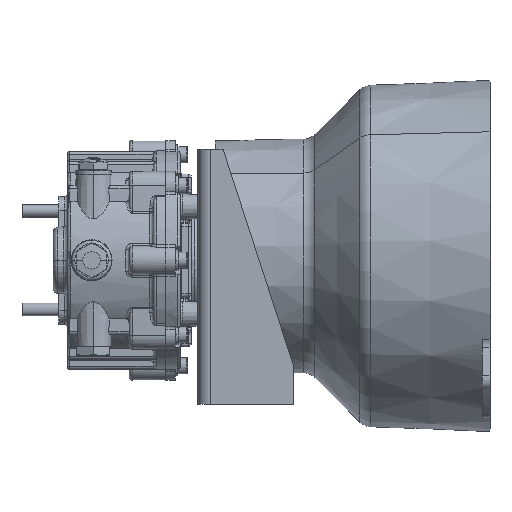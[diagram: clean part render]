
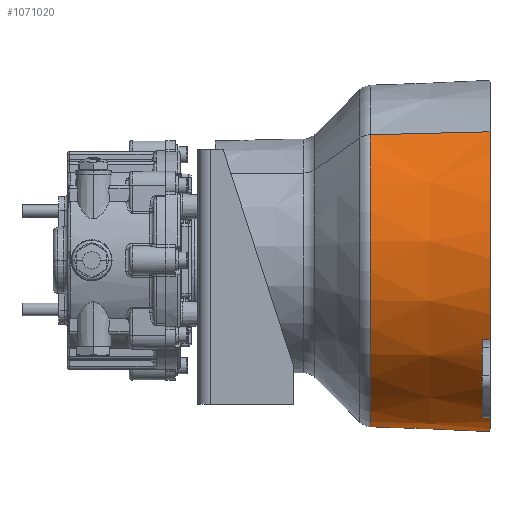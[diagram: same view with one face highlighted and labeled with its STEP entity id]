
A CAD part, left-side view. The second image highlights one B-rep face of the part: STEP entity #1071020.
In plain terms, the highlighted conical face has half-angle 2 degrees and reference radius 110 mm.
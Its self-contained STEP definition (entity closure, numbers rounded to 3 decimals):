
#1044730=CARTESIAN_POINT('',(257.5,320.,-139.));
#1044740=DIRECTION('',(0.,0.,1.));
#1044750=DIRECTION('',(0.,1.,0.));
#1044760=AXIS2_PLACEMENT_3D('',#1044730,#1044740,#1044750);
#1044770=CIRCLE('',#1044760,110.);
#1044860=CARTESIAN_POINT('',(257.5,210.,-139.));
#1044870=VERTEX_POINT('',#1044860);
#1044900=CARTESIAN_POINT('',(362.922,288.597,-139.));
#1044910=VERTEX_POINT('',#1044900);
#1044920=EDGE_CURVE('',#1044870,#1044910,#1044770,.T.);
#1044940=CARTESIAN_POINT('',(257.5,320.,-139.));
#1044950=DIRECTION('',(0.,0.,-1.));
#1044960=DIRECTION('',(0.,-1.,0.));
#1044970=AXIS2_PLACEMENT_3D('',#1044940,#1044950,#1044960);
#1044980=CIRCLE('',#1044970,110.);
#1044990=CARTESIAN_POINT('',(366.349,304.127,-139.));
#1045000=VERTEX_POINT('',#1044990);
#1045010=EDGE_CURVE('',#1045000,#1044910,#1044980,.T.);
#1045030=CARTESIAN_POINT('',(366.349,335.873,-139.));
#1045040=VERTEX_POINT('',#1045030);
#1045050=EDGE_CURVE('',#1045000,#1045040,#1044770,.T.);
#1045070=CARTESIAN_POINT('',(362.922,351.403,-139.));
#1045080=VERTEX_POINT('',#1045070);
#1045090=EDGE_CURVE('',#1045080,#1045040,#1044980,.T.);
#1045110=CARTESIAN_POINT('',(257.5,430.,-139.));
#1045120=VERTEX_POINT('',#1045110);
#1045130=EDGE_CURVE('',#1045080,#1045120,#1044770,.T.);
#1046640=CARTESIAN_POINT('',(257.5,430.,-139.));
#1046650=DIRECTION('',(0.,0.035,-0.999));
#1046660=VECTOR('',#1046650,3151.908);
#1046670=LINE('',#1046640,#1046660);
#1046680=CARTESIAN_POINT('',(257.5,427.384,-64.092));
#1046690=VERTEX_POINT('',#1046680);
#1046700=EDGE_CURVE('',#1046690,#1045120,#1046670,.T.);
#1046720=CARTESIAN_POINT('',(257.5,320.,-64.092));
#1046730=DIRECTION('',(0.,0.,-1.));
#1046740=DIRECTION('',(0.,-1.,0.));
#1046750=AXIS2_PLACEMENT_3D('',#1046720,#1046730,#1046740);
#1046760=CIRCLE('',#1046750,107.384);
#1046770=CARTESIAN_POINT('',(257.5,212.616,-64.092));
#1046780=VERTEX_POINT('',#1046770);
#1046810=CARTESIAN_POINT('',(257.5,210.,-139.));
#1046820=DIRECTION('',(0.,-0.035,-0.999));
#1046830=VECTOR('',#1046820,3151.908);
#1046840=LINE('',#1046810,#1046830);
#1046850=EDGE_CURVE('',#1046780,#1044870,#1046840,.T.);
#1047410=EDGE_CURVE('',#1046690,#1046780,#1046760,.T.);
#1070870=CARTESIAN_POINT('',(257.5,320.,-139.));
#1070880=DIRECTION('',(0.,0.,-1.));
#1070890=DIRECTION('',(0.,-1.,0.));
#1070900=AXIS2_PLACEMENT_3D('',#1070870,#1070880,#1070890);
#1070910=CONICAL_SURFACE('',#1070900,110.,0.035);
#1070920=ORIENTED_EDGE('',*,*,#1046700,.F.);
#1070930=ORIENTED_EDGE('',*,*,#1045130,.T.);
#1070940=ORIENTED_EDGE('',*,*,#1045090,.F.);
#1070950=ORIENTED_EDGE('',*,*,#1045050,.T.);
#1070960=ORIENTED_EDGE('',*,*,#1045010,.F.);
#1070970=ORIENTED_EDGE('',*,*,#1044920,.T.);
#1070980=ORIENTED_EDGE('',*,*,#1046850,.T.);
#1070990=ORIENTED_EDGE('',*,*,#1047410,.T.);
#1071000=EDGE_LOOP('',(#1070990,#1070980,#1070970,#1070960,#1070950,
#1070940,#1070930,#1070920));
#1071010=FACE_OUTER_BOUND('',#1071000,.T.);
#1071020=ADVANCED_FACE('',(#1071010),#1070910,.T.);
